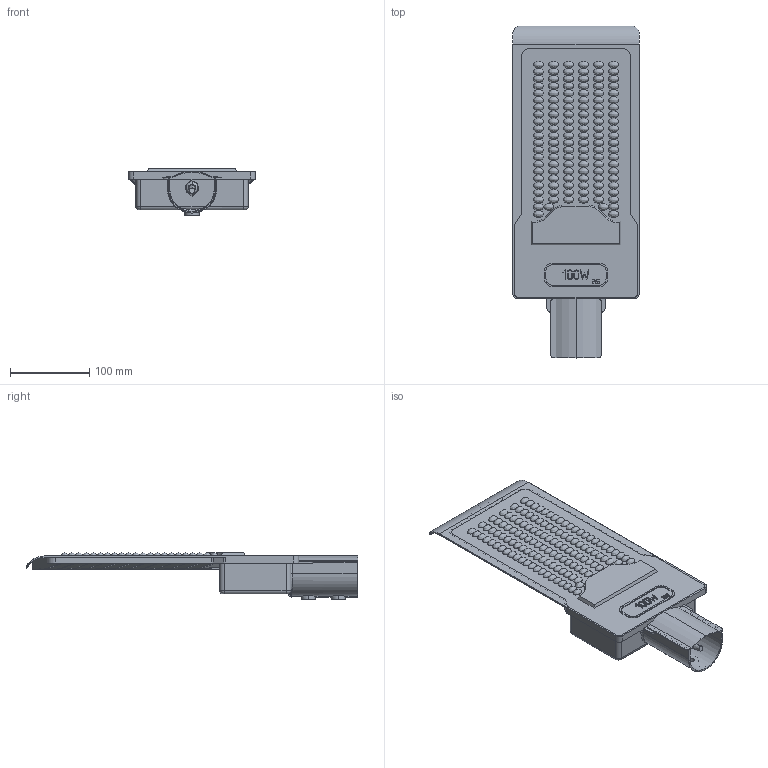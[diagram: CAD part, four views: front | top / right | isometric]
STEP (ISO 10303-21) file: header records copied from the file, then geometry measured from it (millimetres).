
FILE_DESCRIPTION (( 'STEP AP214' ), '1' );
FILE_NAME ('ÄÊÓ-9003-Ø 100Âò 5000Ê IP65 (SLL-9003-100-5000).STEP', '2022-06-29T12:34:18', ( '' ), ( '' ), 'SwSTEP 2.0', 'SolidWorks 2021', '' );
FILE_SCHEMA (( 'AUTOMOTIVE_DESIGN' ));
Length unit declared in the file: millimetre
Products named in the file (1): ÄÊÓ-9003-Ø 100Âò 5000Ê IP65 (SLL-9003-100-5000)
Bounding box: 160 x 420 x 59.2 mm (x, y, z)
Volume: 533382.1 mm3; surface area: 326048 mm2
Topology: 3 solids, 3 shells, 639 faces, 1919 edges, 1176 vertices
Faces by surface type: plane 312, bspline 217, cylinder 92, torus 11, sphere 4, cone 3
Entity records: 25074 total; most frequent: CARTESIAN_POINT 11045, ORIENTED_EDGE 3322, DIRECTION 2149, EDGE_CURVE 1661, VERTEX_POINT 1176, VECTOR 923, LINE 923, EDGE_LOOP 791
